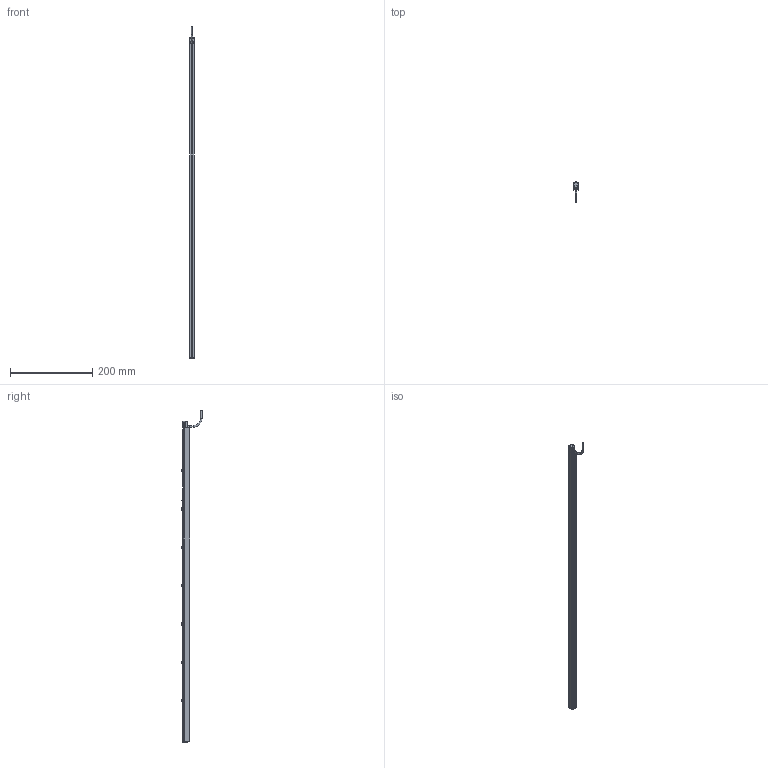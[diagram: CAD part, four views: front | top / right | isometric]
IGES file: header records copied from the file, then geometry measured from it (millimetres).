
Start section:  PTC IGES file: 222133_sm01.igs
Global section: file name: 222133_sm01.igs; native system: Creo Parametric by PTC Inc.; preprocessor: 2019292; author: jkuehl; organization: Unknown; date: 20210226.090759; units: millimetre
Bounding box: 12 x 49.1 x 806.15 mm (x, y, z)
Surface area: 107256.7 mm2 (no closed solid volume)
Topology: 0 solids, 0 shells, 1371 faces, 7112 edges, 7082 vertices
Faces by surface type: bspline 866, revolution 491, extrusion 14
